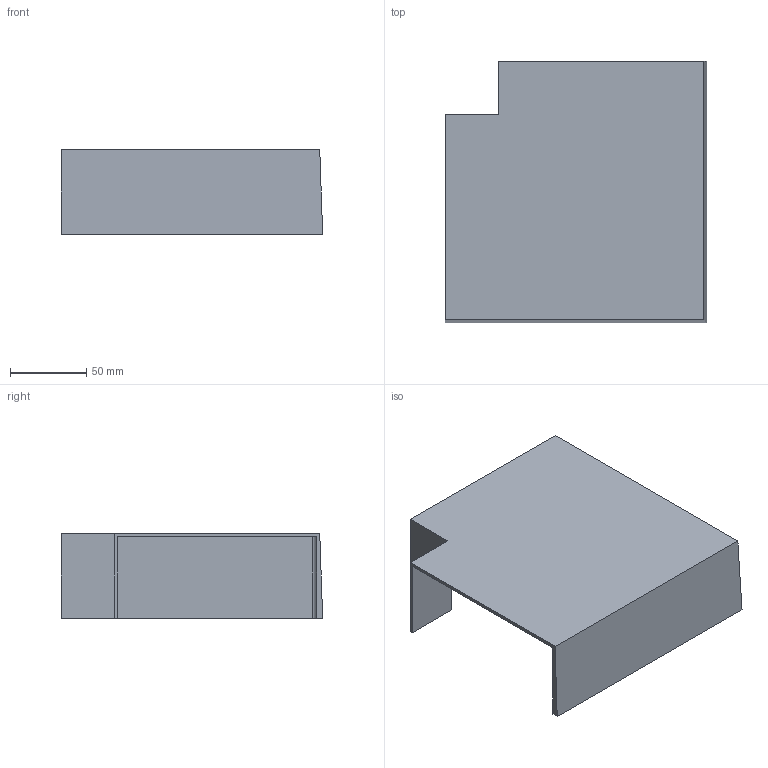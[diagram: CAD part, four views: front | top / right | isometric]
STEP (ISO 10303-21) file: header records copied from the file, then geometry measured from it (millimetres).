
FILE_DESCRIPTION (( 'STEP AP214' ), '1' );
FILE_NAME ('6113274.stp', '2016-04-28T08:41:29', ( '' ), ( '' ), 'SwSTEP 2.0', 'SolidWorks 2014', '' );
FILE_SCHEMA (( 'AUTOMOTIVE_DESIGN' ));
Length unit declared in the file: millimetre
Products named in the file (2): 070051_Standard; 6113274
Assembly tree (1 placements, depth 2):
  6113274
    070051_Standard
Bounding box: 171.94 x 171.94 x 55.5 mm (x, y, z)
Volume: 117678.8 mm3; surface area: 101828.5 mm2
Topology: 1 solids, 1 shells, 15 faces, 39 edges, 26 vertices
Faces by surface type: plane 14, cylinder 1
Entity records: 521 total; most frequent: CARTESIAN_POINT 84, DIRECTION 79, ORIENTED_EDGE 78, EDGE_CURVE 39, VECTOR 37, LINE 37, VERTEX_POINT 26, AXIS2_PLACEMENT_3D 21
